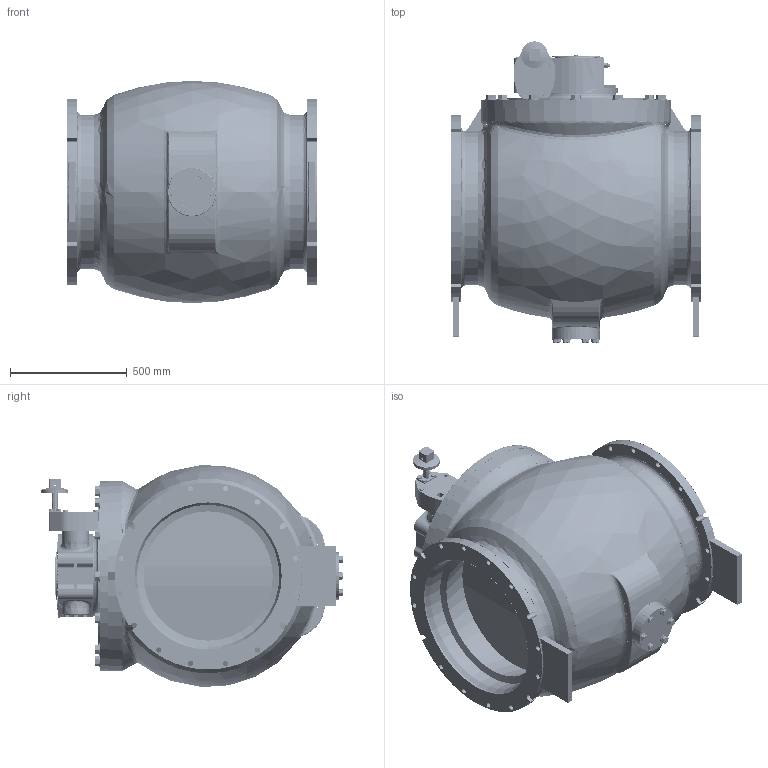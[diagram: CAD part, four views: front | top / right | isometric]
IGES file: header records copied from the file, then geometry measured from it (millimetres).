
Start section: SolidWorks IGES file using analytic representation for surfaces
Global section: file name: Plug MJxMJ-24in-Nut.igs; native system: SolidWorks 2014; preprocessor: SolidWorks 2014; author: PRINCE; date: 170423.200105; units: inch
Bounding box: 1066.8 x 1288.93 x 951.18 mm (x, y, z)
Surface area: 12474401.5 mm2 (no closed solid volume)
Topology: 0 solids, 0 shells, 1977 faces, 39741 edges, 39712 vertices
Faces by surface type: bspline 1041, revolution 936
